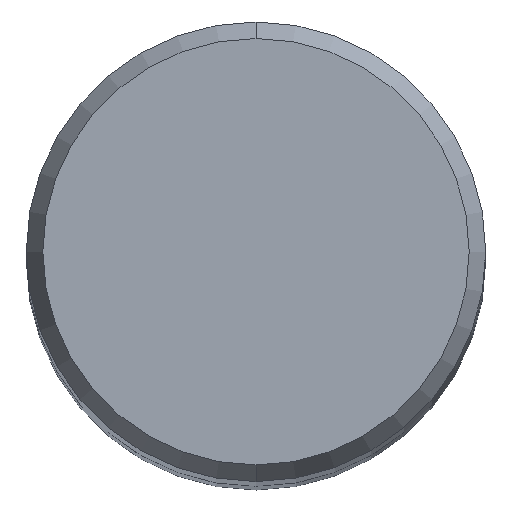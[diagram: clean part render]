
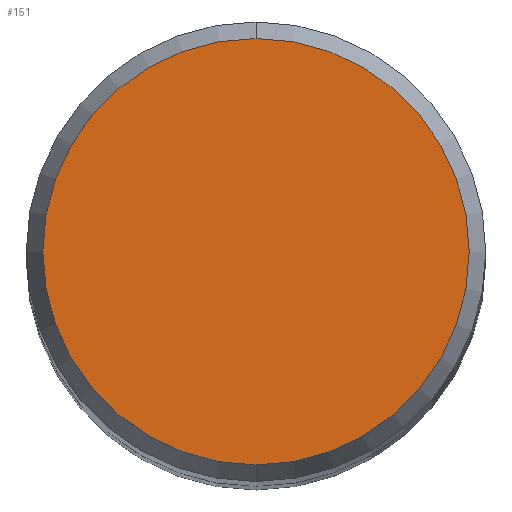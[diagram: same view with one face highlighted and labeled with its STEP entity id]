
A CAD part, top view. The second image highlights one B-rep face of the part: STEP entity #151.
In plain terms, the highlighted planar face has unit normal (0, 0, 1).
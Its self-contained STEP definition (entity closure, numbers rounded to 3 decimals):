
#89=VERTEX_POINT('',#208);
#103=VERTEX_POINT('',#223);
#127=EDGE_CURVE('',#89,#103,#253,.T.);
#149=EDGE_CURVE('',#103,#89,#277,.T.);
#151=ADVANCED_FACE('',(#279),#280,.T.);
#208=CARTESIAN_POINT('',(0.0,8.837,0.0));
#223=CARTESIAN_POINT('',(0.,-8.837,0.0));
#253=CIRCLE('',#387,8.837);
#277=CIRCLE('',#421,8.837);
#279=FACE_OUTER_BOUND('',#423,.T.);
#280=PLANE('',#424);
#387=AXIS2_PLACEMENT_3D('',#536,#537,#538);
#421=AXIS2_PLACEMENT_3D('',#561,#562,#563);
#423=EDGE_LOOP('',(#565,#566));
#424=AXIS2_PLACEMENT_3D('',#567,#568,#569);
#536=CARTESIAN_POINT('',(0.0,0.0,0.0));
#537=DIRECTION('',(0.0,0.0,-1.0));
#538=DIRECTION('',(0.0,1.0,0.0));
#561=CARTESIAN_POINT('',(0.0,0.0,0.0));
#562=DIRECTION('',(0.0,0.0,-1.0));
#563=DIRECTION('',(0.0,1.0,0.0));
#565=ORIENTED_EDGE('',*,*,#127,.F.);
#566=ORIENTED_EDGE('',*,*,#149,.F.);
#567=CARTESIAN_POINT('',(0.0,4.419,0.0));
#568=DIRECTION('',(-0.0,0.0,1.0));
#569=DIRECTION('',(0.0,-1.0,0.0));
